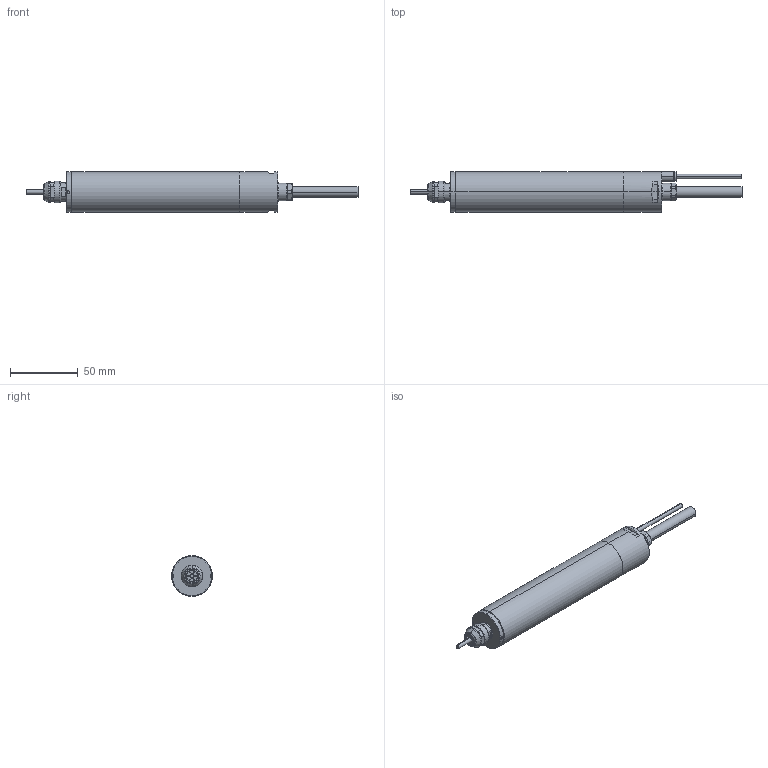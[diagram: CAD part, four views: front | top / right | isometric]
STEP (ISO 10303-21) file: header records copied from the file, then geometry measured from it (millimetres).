
FILE_DESCRIPTION (( 'STEP AP203' ), '1' );
FILE_NAME ('EMR-3008K.STEP', '2020-07-07T04:25:10', ( '' ), ( '' ), 'SwSTEP 2.0', 'SolidWorks 2017', '' );
FILE_SCHEMA (( 'CONFIG_CONTROL_DESIGN' ));
Length unit declared in the file: millimetre
Products named in the file (1): EMR-3008K
Bounding box: 244.77 x 30 x 30 mm (x, y, z)
Volume: 39309.5 mm3; surface area: 36267.6 mm2
Topology: 14 solids, 14 shells, 331 faces, 756 edges, 473 vertices
Faces by surface type: cylinder 119, plane 107, cone 90, bspline 15
Entity records: 9845 total; most frequent: CARTESIAN_POINT 2281, DIRECTION 1643, ORIENTED_EDGE 1504, EDGE_CURVE 752, AXIS2_PLACEMENT_3D 679, VERTEX_POINT 473, EDGE_LOOP 375, CIRCLE 362
